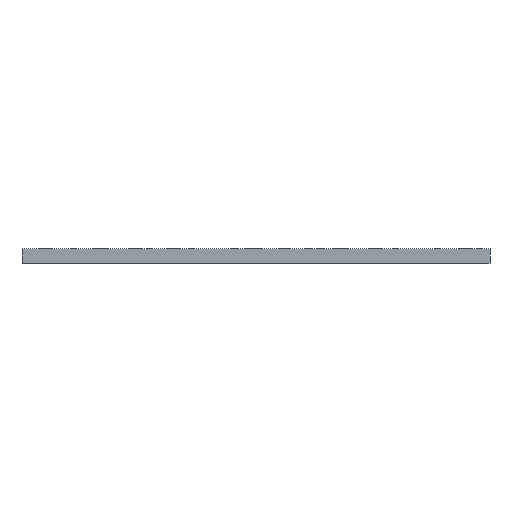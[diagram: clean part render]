
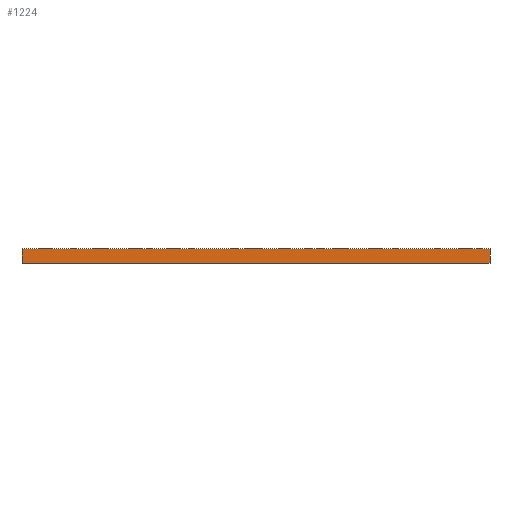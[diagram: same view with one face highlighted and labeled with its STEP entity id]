
A CAD part, front view. The second image highlights one B-rep face of the part: STEP entity #1224.
In plain terms, the highlighted planar face has unit normal (0, -1, 0).
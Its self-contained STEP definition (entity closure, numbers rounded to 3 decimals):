
#1224=ADVANCED_FACE('',(#1476),#5783,.T.);
#1476=FACE_OUTER_BOUND('',#1728,.T.);
#1728=EDGE_LOOP('',(#2190,#2191,#2192,#2193));
#2190=ORIENTED_EDGE('',*,*,#3582,.T.);
#2191=ORIENTED_EDGE('',*,*,#3583,.T.);
#2192=ORIENTED_EDGE('',*,*,#3584,.F.);
#2193=ORIENTED_EDGE('',*,*,#3585,.F.);
#3582=EDGE_CURVE('',#5091,#5092,#5076,.T.);
#3583=EDGE_CURVE('',#5092,#5093,#5077,.T.);
#3584=EDGE_CURVE('',#5094,#5093,#5078,.T.);
#3585=EDGE_CURVE('',#5091,#5094,#5079,.T.);
#5076=B_SPLINE_CURVE_WITH_KNOTS('',1,(#9276,#9277),.UNSPECIFIED.,.F.,.F.,
(2,2),(0.,390.),.UNSPECIFIED.);
#5077=B_SPLINE_CURVE_WITH_KNOTS('',1,(#9278,#9279),.UNSPECIFIED.,.F.,.F.,
(2,2),(0.,12.),.UNSPECIFIED.);
#5078=B_SPLINE_CURVE_WITH_KNOTS('',1,(#9280,#9281),.UNSPECIFIED.,.F.,.F.,
(2,2),(0.,390.),.UNSPECIFIED.);
#5079=B_SPLINE_CURVE_WITH_KNOTS('',1,(#9282,#9283),.UNSPECIFIED.,.F.,.F.,
(2,2),(0.,12.),.UNSPECIFIED.);
#5091=VERTEX_POINT('',#8812);
#5092=VERTEX_POINT('',#8813);
#5093=VERTEX_POINT('',#8814);
#5094=VERTEX_POINT('',#8815);
#5783=PLANE('',#5827);
#5827=AXIS2_PLACEMENT_3D('',#5884,#5855,$);
#5855=DIRECTION('',(0.,-1.,0.));
#5884=CARTESIAN_POINT('',(4636.729,-1267.881,-12.));
#8812=CARTESIAN_POINT('',(4636.729,-1267.881,-12.));
#8813=CARTESIAN_POINT('',(5026.729,-1267.881,-12.));
#8814=CARTESIAN_POINT('',(5026.729,-1267.881,0.));
#8815=CARTESIAN_POINT('',(4636.729,-1267.881,0.));
#9276=CARTESIAN_POINT('',(4636.729,-1267.881,-12.));
#9277=CARTESIAN_POINT('',(5026.729,-1267.881,-12.));
#9278=CARTESIAN_POINT('',(5026.729,-1267.881,-12.));
#9279=CARTESIAN_POINT('',(5026.729,-1267.881,0.));
#9280=CARTESIAN_POINT('',(4636.729,-1267.881,0.));
#9281=CARTESIAN_POINT('',(5026.729,-1267.881,0.));
#9282=CARTESIAN_POINT('',(4636.729,-1267.881,-12.));
#9283=CARTESIAN_POINT('',(4636.729,-1267.881,0.));
